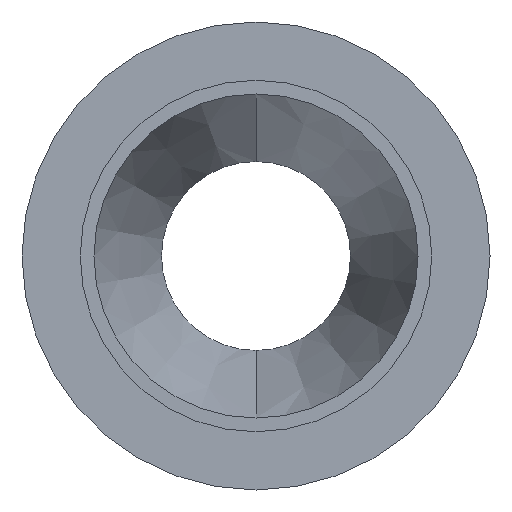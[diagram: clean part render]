
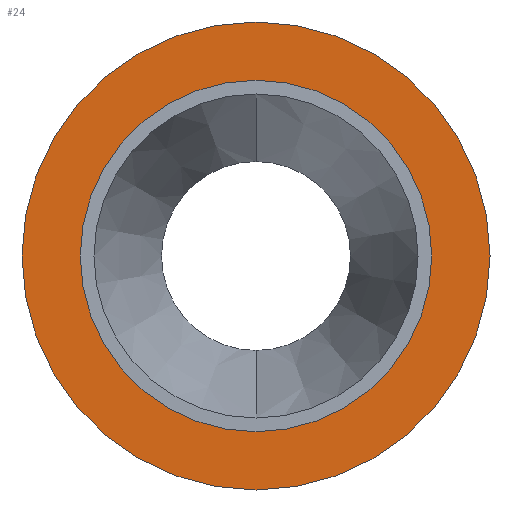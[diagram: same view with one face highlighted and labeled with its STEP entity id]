
A CAD part, front view. The second image highlights one B-rep face of the part: STEP entity #24.
In plain terms, the highlighted planar face has unit normal (0, -1, 0).
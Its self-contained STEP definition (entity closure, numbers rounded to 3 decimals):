
#4 = DIRECTION ( 'NONE',  ( 0., 1., 0. ) ) ;
#24 = ADVANCED_FACE ( 'NONE', ( #564, #570 ), #380, .T. ) ;
#44 = VERTEX_POINT ( 'NONE', #673 ) ;
#48 = CARTESIAN_POINT ( 'NONE',  ( 0., 0., 0. ) ) ;
#67 = DIRECTION ( 'NONE',  ( 0., 1., 0. ) ) ;
#75 = ORIENTED_EDGE ( 'NONE', *, *, #634, .F. ) ;
#77 = ORIENTED_EDGE ( 'NONE', *, *, #618, .F. ) ;
#105 = EDGE_CURVE ( 'NONE', #44, #557, #499, .T. ) ;
#107 = DIRECTION ( 'NONE',  ( 0., 0., 1. ) ) ;
#111 = CARTESIAN_POINT ( 'NONE',  ( 0., 0., 0. ) ) ;
#119 = CIRCLE ( 'NONE', #376, 20.65 ) ;
#142 = CIRCLE ( 'NONE', #563, 27.5 ) ;
#155 = CIRCLE ( 'NONE', #408, 27.5 ) ;
#169 = DIRECTION ( 'NONE',  ( 0., 0., 1. ) ) ;
#290 = AXIS2_PLACEMENT_3D ( 'NONE', #493, #67, #432 ) ;
#326 = CARTESIAN_POINT ( 'NONE',  ( -20.65, 0., 0. ) ) ;
#362 = CARTESIAN_POINT ( 'NONE',  ( 0., 0., 0. ) ) ;
#376 = AXIS2_PLACEMENT_3D ( 'NONE', #362, #4, #419 ) ;
#380 = PLANE ( 'NONE',  #446 ) ;
#408 = AXIS2_PLACEMENT_3D ( 'NONE', #111, #545, #169 ) ;
#411 = DIRECTION ( 'NONE',  ( 0., 0., -1. ) ) ;
#419 = DIRECTION ( 'NONE',  ( 0., 0., 1. ) ) ;
#432 = DIRECTION ( 'NONE',  ( 0., 0., 1. ) ) ;
#446 = AXIS2_PLACEMENT_3D ( 'NONE', #326, #601, #411 ) ;
#478 = DIRECTION ( 'NONE',  ( 0., 1., 0. ) ) ;
#493 = CARTESIAN_POINT ( 'NONE',  ( 0., 0., 0. ) ) ;
#499 = CIRCLE ( 'NONE', #290, 20.65 ) ;
#545 = DIRECTION ( 'NONE',  ( 0., 1., 0. ) ) ;
#557 = VERTEX_POINT ( 'NONE', #713 ) ;
#563 = AXIS2_PLACEMENT_3D ( 'NONE', #48, #478, #107 ) ;
#564 = FACE_BOUND ( 'NONE', #754, .T. ) ;
#570 = FACE_OUTER_BOUND ( 'NONE', #585, .T. ) ;
#585 = EDGE_LOOP ( 'NONE', ( #77, #75 ) ) ;
#588 = VERTEX_POINT ( 'NONE', #714 ) ;
#601 = DIRECTION ( 'NONE',  ( 0., -1., 0. ) ) ;
#618 = EDGE_CURVE ( 'NONE', #689, #588, #142, .T. ) ;
#634 = EDGE_CURVE ( 'NONE', #588, #689, #155, .T. ) ;
#652 = ORIENTED_EDGE ( 'NONE', *, *, #654, .T. ) ;
#654 = EDGE_CURVE ( 'NONE', #557, #44, #119, .T. ) ;
#673 = CARTESIAN_POINT ( 'NONE',  ( 0., 0., 20.65 ) ) ;
#689 = VERTEX_POINT ( 'NONE', #726 ) ;
#713 = CARTESIAN_POINT ( 'NONE',  ( 0., 0., -20.65 ) ) ;
#714 = CARTESIAN_POINT ( 'NONE',  ( 0., 0., -27.5 ) ) ;
#726 = CARTESIAN_POINT ( 'NONE',  ( 0., 0., 27.5 ) ) ;
#754 = EDGE_LOOP ( 'NONE', ( #778, #652 ) ) ;
#778 = ORIENTED_EDGE ( 'NONE', *, *, #105, .T. ) ;
